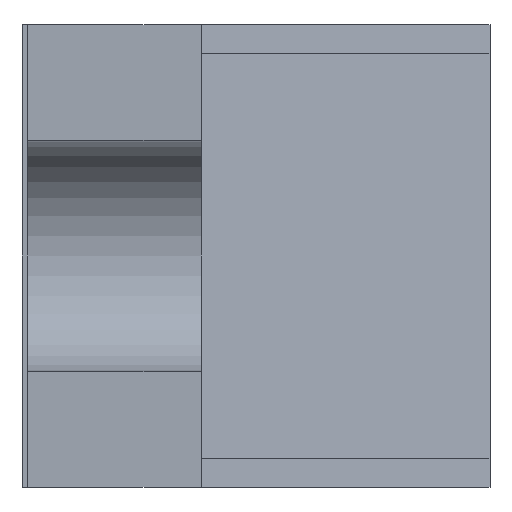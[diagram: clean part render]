
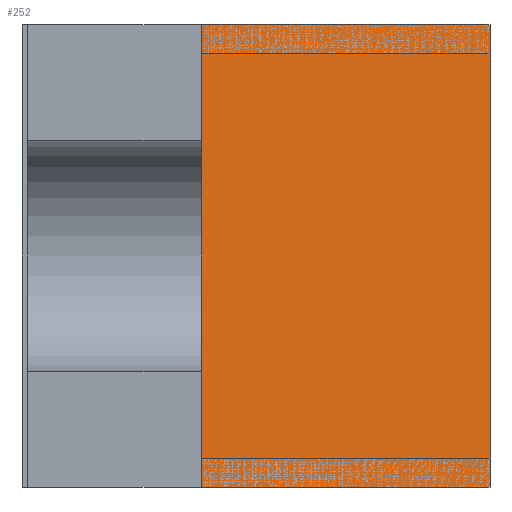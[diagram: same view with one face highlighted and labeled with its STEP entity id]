
A CAD part, left-side view. The second image highlights one B-rep face of the part: STEP entity #252.
In plain terms, the highlighted planar face has unit normal (-0.988, -0.158, 0).
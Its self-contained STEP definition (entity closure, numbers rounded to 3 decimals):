
#18 = CARTESIAN_POINT ( 'NONE',  ( -0.5, 0., -0.4 ) ) ;
#41 = VERTEX_POINT ( 'NONE', #1163 ) ;
#61 = VECTOR ( 'NONE', #340, 1000. ) ;
#70 = DIRECTION ( 'NONE',  ( 0., 0., -1. ) ) ;
#91 = LINE ( 'NONE', #1391, #339 ) ;
#92 = VECTOR ( 'NONE', #1080, 1000. ) ;
#252 = ADVANCED_FACE ( 'NONE', ( #1090 ), #1419, .T. ) ;
#272 = VERTEX_POINT ( 'NONE', #628 ) ;
#307 = EDGE_CURVE ( 'NONE', #41, #272, #91, .T. ) ;
#339 = VECTOR ( 'NONE', #70, 1000. ) ;
#340 = DIRECTION ( 'NONE',  ( 0.158, -0.987, 0. ) ) ;
#628 = CARTESIAN_POINT ( 'NONE',  ( -0.42, -0.5, -0.4 ) ) ;
#653 = LINE ( 'NONE', #1405, #92 ) ;
#762 = LINE ( 'NONE', #1664, #61 ) ;
#781 = ORIENTED_EDGE ( 'NONE', *, *, #1420, .F. ) ;
#788 = VERTEX_POINT ( 'NONE', #1837 ) ;
#789 = VERTEX_POINT ( 'NONE', #1074 ) ;
#809 = DIRECTION ( 'NONE',  ( 0.158, -0.987, 0. ) ) ;
#870 = DIRECTION ( 'NONE',  ( -0.158, 0.987, 0. ) ) ;
#1013 = EDGE_CURVE ( 'NONE', #789, #41, #762, .T. ) ;
#1019 = LINE ( 'NONE', #18, #1023 ) ;
#1023 = VECTOR ( 'NONE', #870, 1000. ) ;
#1074 = CARTESIAN_POINT ( 'NONE',  ( -0.5, 0., 0.4 ) ) ;
#1080 = DIRECTION ( 'NONE',  ( 0., 0., -1. ) ) ;
#1081 = CARTESIAN_POINT ( 'NONE',  ( -0.5, 0., 1.518 ) ) ;
#1090 = FACE_OUTER_BOUND ( 'NONE', #1243, .T. ) ;
#1104 = ORIENTED_EDGE ( 'NONE', *, *, #1332, .T. ) ;
#1107 = DIRECTION ( 'NONE',  ( -0.987, -0.158, 0. ) ) ;
#1163 = CARTESIAN_POINT ( 'NONE',  ( -0.42, -0.5, 0.4 ) ) ;
#1243 = EDGE_LOOP ( 'NONE', ( #1694, #1104, #781, #1426 ) ) ;
#1332 = EDGE_CURVE ( 'NONE', #789, #788, #653, .T. ) ;
#1391 = CARTESIAN_POINT ( 'NONE',  ( -0.42, -0.5, 1.518 ) ) ;
#1405 = CARTESIAN_POINT ( 'NONE',  ( -0.5, 0., 1.518 ) ) ;
#1419 = PLANE ( 'NONE',  #1606 ) ;
#1420 = EDGE_CURVE ( 'NONE', #272, #788, #1019, .T. ) ;
#1426 = ORIENTED_EDGE ( 'NONE', *, *, #307, .F. ) ;
#1606 = AXIS2_PLACEMENT_3D ( 'NONE', #1081, #1107, #809 ) ;
#1664 = CARTESIAN_POINT ( 'NONE',  ( -0.5, 0., 0.4 ) ) ;
#1694 = ORIENTED_EDGE ( 'NONE', *, *, #1013, .F. ) ;
#1837 = CARTESIAN_POINT ( 'NONE',  ( -0.5, 0., -0.4 ) ) ;
